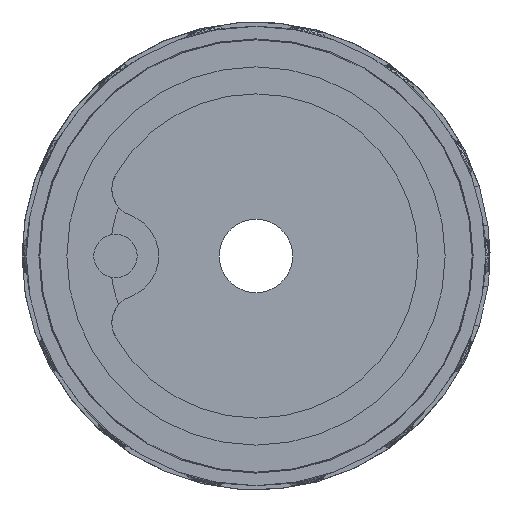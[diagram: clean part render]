
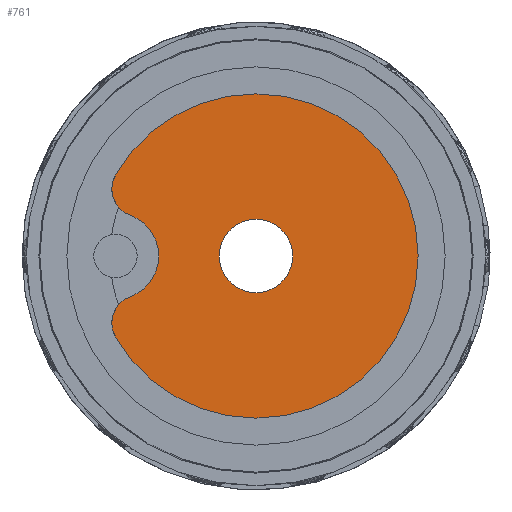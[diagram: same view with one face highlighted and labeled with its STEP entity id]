
A CAD part, front view. The second image highlights one B-rep face of the part: STEP entity #761.
In plain terms, the highlighted planar face has unit normal (0, -1, 0).
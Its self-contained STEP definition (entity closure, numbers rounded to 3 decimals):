
#604=CARTESIAN_POINT('Axis2P3D Location',(0.,10.16,0.)) ;
#619=CARTESIAN_POINT('Axis2P3D Location',(-16.51,10.16,0.)) ;
#623=CARTESIAN_POINT('Vertex',(-14.769,10.16,-4.772)) ;
#625=CARTESIAN_POINT('Vertex',(-11.43,10.16,0.)) ;
#650=CARTESIAN_POINT('Axis2P3D Location',(-13.638,10.16,-7.875)) ;
#654=CARTESIAN_POINT('Vertex',(-16.497,10.16,-9.526)) ;
#675=CARTESIAN_POINT('Axis2P3D Location',(-16.51,10.16,0.)) ;
#679=CARTESIAN_POINT('Vertex',(-14.769,10.16,4.772)) ;
#699=CARTESIAN_POINT('Axis2P3D Location',(0.,10.16,0.)) ;
#703=CARTESIAN_POINT('Vertex',(-16.497,10.16,9.526)) ;
#723=CARTESIAN_POINT('Axis2P3D Location',(-13.638,10.16,7.875)) ;
#743=CARTESIAN_POINT('Axis2P3D Location',(0.,10.16,0.)) ;
#747=CARTESIAN_POINT('Vertex',(4.318,10.16,0.)) ;
#749=CARTESIAN_POINT('Vertex',(-4.318,10.16,0.)) ;
#752=CARTESIAN_POINT('Axis2P3D Location',(0.,10.16,0.)) ;
#605=DIRECTION('Axis2P3D Direction',(0.,-1.,0.)) ;
#606=DIRECTION('Axis2P3D XDirection',(1.,0.,0.)) ;
#620=DIRECTION('Axis2P3D Direction',(0.,-1.,0.)) ;
#651=DIRECTION('Axis2P3D Direction',(0.,-1.,0.)) ;
#676=DIRECTION('Axis2P3D Direction',(0.,-1.,0.)) ;
#700=DIRECTION('Axis2P3D Direction',(0.,-1.,0.)) ;
#724=DIRECTION('Axis2P3D Direction',(0.,-1.,0.)) ;
#744=DIRECTION('Axis2P3D Direction',(0.,-1.,0.)) ;
#753=DIRECTION('Axis2P3D Direction',(0.,-1.,0.)) ;
#607=AXIS2_PLACEMENT_3D('Plane Axis2P3D',#604,#605,#606) ;
#621=AXIS2_PLACEMENT_3D('Circle Axis2P3D',#619,#620,$) ;
#652=AXIS2_PLACEMENT_3D('Circle Axis2P3D',#650,#651,$) ;
#677=AXIS2_PLACEMENT_3D('Circle Axis2P3D',#675,#676,$) ;
#701=AXIS2_PLACEMENT_3D('Circle Axis2P3D',#699,#700,$) ;
#725=AXIS2_PLACEMENT_3D('Circle Axis2P3D',#723,#724,$) ;
#745=AXIS2_PLACEMENT_3D('Circle Axis2P3D',#743,#744,$) ;
#754=AXIS2_PLACEMENT_3D('Circle Axis2P3D',#752,#753,$) ;
#622=CIRCLE('generated circle',#621,5.08) ;
#653=CIRCLE('generated circle',#652,3.302) ;
#678=CIRCLE('generated circle',#677,5.08) ;
#702=CIRCLE('generated circle',#701,19.05) ;
#726=CIRCLE('generated circle',#725,3.302) ;
#746=CIRCLE('generated circle',#745,4.318) ;
#755=CIRCLE('generated circle',#754,4.318) ;
#608=PLANE('',#607) ;
#760=FACE_BOUND('',#757,.T.) ;
#627=EDGE_CURVE('',#624,#626,#622,.T.) ;
#656=EDGE_CURVE('',#655,#624,#653,.F.) ;
#681=EDGE_CURVE('',#626,#680,#678,.T.) ;
#705=EDGE_CURVE('',#704,#655,#702,.F.) ;
#727=EDGE_CURVE('',#680,#704,#726,.F.) ;
#751=EDGE_CURVE('',#748,#750,#746,.T.) ;
#756=EDGE_CURVE('',#750,#748,#755,.T.) ;
#737=ORIENTED_EDGE('',*,*,#627,.F.) ;
#738=ORIENTED_EDGE('',*,*,#656,.F.) ;
#739=ORIENTED_EDGE('',*,*,#705,.F.) ;
#740=ORIENTED_EDGE('',*,*,#727,.F.) ;
#741=ORIENTED_EDGE('',*,*,#681,.F.) ;
#758=ORIENTED_EDGE('',*,*,#751,.F.) ;
#759=ORIENTED_EDGE('',*,*,#756,.F.) ;
#736=EDGE_LOOP('',(#737,#738,#739,#740,#741)) ;
#757=EDGE_LOOP('',(#758,#759)) ;
#624=VERTEX_POINT('',#623) ;
#626=VERTEX_POINT('',#625) ;
#655=VERTEX_POINT('',#654) ;
#680=VERTEX_POINT('',#679) ;
#704=VERTEX_POINT('',#703) ;
#748=VERTEX_POINT('',#747) ;
#750=VERTEX_POINT('',#749) ;
#761=ADVANCED_FACE('PartBody',(#742,#760),#608,.T.) ;
#742=FACE_OUTER_BOUND('',#736,.T.) ;
